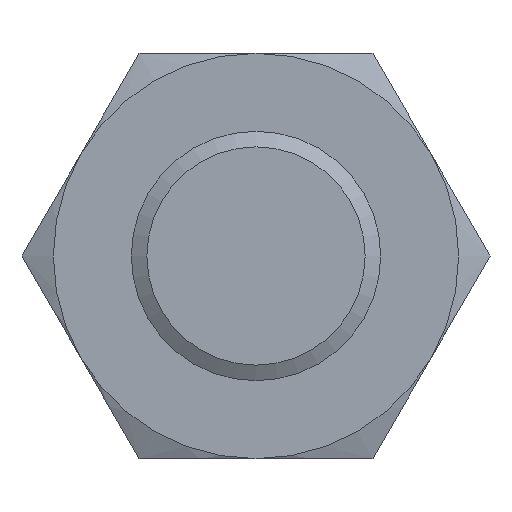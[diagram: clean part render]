
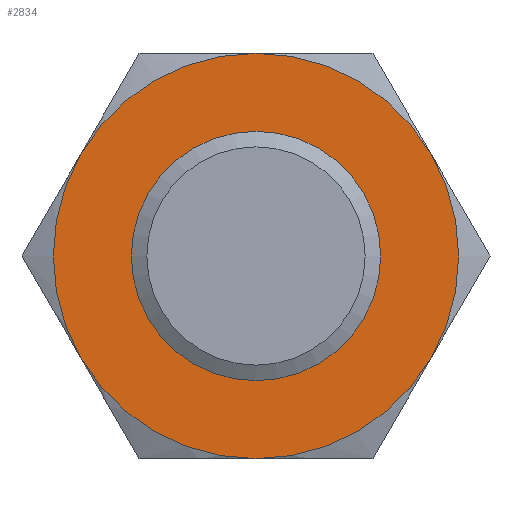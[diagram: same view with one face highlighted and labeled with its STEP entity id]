
A CAD part, left-side view. The second image highlights one B-rep face of the part: STEP entity #2834.
In plain terms, the highlighted planar face has unit normal (-1, 0, 0).
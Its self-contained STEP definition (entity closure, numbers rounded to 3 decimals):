
#1707 = EDGE_CURVE('',#1708,#1708,#1710,.T.);
#1708 = VERTEX_POINT('',#1709);
#1709 = CARTESIAN_POINT('',(10.,0.,-4.));
#1710 = SURFACE_CURVE('',#1711,(#1716,#1728),.PCURVE_S1.);
#1711 = CIRCLE('',#1712,4.);
#1712 = AXIS2_PLACEMENT_3D('',#1713,#1714,#1715);
#1713 = CARTESIAN_POINT('',(10.,0.,0.));
#1714 = DIRECTION('',(1.,0.,-0.));
#1715 = DIRECTION('',(-0.,0.,-1.));
#1716 = PCURVE('',#1717,#1722);
#1717 = CYLINDRICAL_SURFACE('',#1718,4.);
#1718 = AXIS2_PLACEMENT_3D('',#1719,#1720,#1721);
#1719 = CARTESIAN_POINT('',(45.,0.,0.));
#1720 = DIRECTION('',(-1.,-0.,0.));
#1721 = DIRECTION('',(-0.,0.,-1.));
#1722 = DEFINITIONAL_REPRESENTATION('',(#1723),#1727);
#1723 = LINE('',#1724,#1725);
#1724 = CARTESIAN_POINT('',(6.283,35.));
#1725 = VECTOR('',#1726,1.);
#1726 = DIRECTION('',(-1.,0.));
#1727 = ( GEOMETRIC_REPRESENTATION_CONTEXT(2) 
PARAMETRIC_REPRESENTATION_CONTEXT() REPRESENTATION_CONTEXT('2D SPACE',''
  ) );
#1728 = PCURVE('',#1729,#1734);
#1729 = PLANE('',#1730);
#1730 = AXIS2_PLACEMENT_3D('',#1731,#1732,#1733);
#1731 = CARTESIAN_POINT('',(10.,0.,0.));
#1732 = DIRECTION('',(1.,0.,-0.));
#1733 = DIRECTION('',(-0.,0.,-1.));
#1734 = DEFINITIONAL_REPRESENTATION('',(#1735),#1739);
#1735 = CIRCLE('',#1736,4.);
#1736 = AXIS2_PLACEMENT_2D('',#1737,#1738);
#1737 = CARTESIAN_POINT('',(0.,0.));
#1738 = DIRECTION('',(1.,0.));
#1739 = ( GEOMETRIC_REPRESENTATION_CONTEXT(2) 
PARAMETRIC_REPRESENTATION_CONTEXT() REPRESENTATION_CONTEXT('2D SPACE',''
  ) );
#1794 = EDGE_CURVE('',#1795,#1797,#1799,.T.);
#1795 = VERTEX_POINT('',#1796);
#1796 = CARTESIAN_POINT('',(10.,5.629,3.25));
#1797 = VERTEX_POINT('',#1798);
#1798 = CARTESIAN_POINT('',(10.,0.,6.5));
#1799 = SURFACE_CURVE('',#1800,(#1805,#1817),.PCURVE_S1.);
#1800 = CIRCLE('',#1801,6.5);
#1801 = AXIS2_PLACEMENT_3D('',#1802,#1803,#1804);
#1802 = CARTESIAN_POINT('',(10.,0.,0.));
#1803 = DIRECTION('',(1.,0.,-0.));
#1804 = DIRECTION('',(-0.,0.,-1.));
#1805 = PCURVE('',#1806,#1811);
#1806 = CONICAL_SURFACE('',#1807,6.5,1.222);
#1807 = AXIS2_PLACEMENT_3D('',#1808,#1809,#1810);
#1808 = CARTESIAN_POINT('',(10.,0.,0.));
#1809 = DIRECTION('',(1.,-0.,-0.));
#1810 = DIRECTION('',(-0.,0.,-1.));
#1811 = DEFINITIONAL_REPRESENTATION('',(#1812),#1816);
#1812 = LINE('',#1813,#1814);
#1813 = CARTESIAN_POINT('',(0.,0.));
#1814 = VECTOR('',#1815,1.);
#1815 = DIRECTION('',(1.,0.));
#1816 = ( GEOMETRIC_REPRESENTATION_CONTEXT(2) 
PARAMETRIC_REPRESENTATION_CONTEXT() REPRESENTATION_CONTEXT('2D SPACE',''
  ) );
#1817 = PCURVE('',#1729,#1818);
#1818 = DEFINITIONAL_REPRESENTATION('',(#1819),#1823);
#1819 = CIRCLE('',#1820,6.5);
#1820 = AXIS2_PLACEMENT_2D('',#1821,#1822);
#1821 = CARTESIAN_POINT('',(0.,0.));
#1822 = DIRECTION('',(1.,0.));
#1823 = ( GEOMETRIC_REPRESENTATION_CONTEXT(2) 
PARAMETRIC_REPRESENTATION_CONTEXT() REPRESENTATION_CONTEXT('2D SPACE',''
  ) );
#2229 = CONICAL_SURFACE('',#2230,6.5,1.222);
#2230 = AXIS2_PLACEMENT_3D('',#2231,#2232,#2233);
#2231 = CARTESIAN_POINT('',(10.,0.,0.));
#2232 = DIRECTION('',(1.,-0.,-0.));
#2233 = DIRECTION('',(-0.,0.,-1.));
#2417 = CONICAL_SURFACE('',#2418,6.5,1.222);
#2418 = AXIS2_PLACEMENT_3D('',#2419,#2420,#2421);
#2419 = CARTESIAN_POINT('',(10.,0.,0.));
#2420 = DIRECTION('',(1.,-0.,-0.));
#2421 = DIRECTION('',(-0.,0.,-1.));
#2834 = ADVANCED_FACE('',(#2835,#2971),#1729,.F.);
#2835 = FACE_BOUND('',#2836,.T.);
#2836 = EDGE_LOOP('',(#2837,#2861,#2890,#2919,#2948,#2970));
#2837 = ORIENTED_EDGE('',*,*,#2838,.F.);
#2838 = EDGE_CURVE('',#2839,#1795,#2841,.T.);
#2839 = VERTEX_POINT('',#2840);
#2840 = CARTESIAN_POINT('',(10.,5.629,-3.25));
#2841 = SURFACE_CURVE('',#2842,(#2847,#2854),.PCURVE_S1.);
#2842 = CIRCLE('',#2843,6.5);
#2843 = AXIS2_PLACEMENT_3D('',#2844,#2845,#2846);
#2844 = CARTESIAN_POINT('',(10.,0.,0.));
#2845 = DIRECTION('',(1.,0.,-0.));
#2846 = DIRECTION('',(-0.,0.,-1.));
#2847 = PCURVE('',#1729,#2848);
#2848 = DEFINITIONAL_REPRESENTATION('',(#2849),#2853);
#2849 = CIRCLE('',#2850,6.5);
#2850 = AXIS2_PLACEMENT_2D('',#2851,#2852);
#2851 = CARTESIAN_POINT('',(0.,0.));
#2852 = DIRECTION('',(1.,0.));
#2853 = ( GEOMETRIC_REPRESENTATION_CONTEXT(2) 
PARAMETRIC_REPRESENTATION_CONTEXT() REPRESENTATION_CONTEXT('2D SPACE',''
  ) );
#2854 = PCURVE('',#2417,#2855);
#2855 = DEFINITIONAL_REPRESENTATION('',(#2856),#2860);
#2856 = LINE('',#2857,#2858);
#2857 = CARTESIAN_POINT('',(0.,0.));
#2858 = VECTOR('',#2859,1.);
#2859 = DIRECTION('',(1.,0.));
#2860 = ( GEOMETRIC_REPRESENTATION_CONTEXT(2) 
PARAMETRIC_REPRESENTATION_CONTEXT() REPRESENTATION_CONTEXT('2D SPACE',''
  ) );
#2861 = ORIENTED_EDGE('',*,*,#2862,.F.);
#2862 = EDGE_CURVE('',#2863,#2839,#2865,.T.);
#2863 = VERTEX_POINT('',#2864);
#2864 = CARTESIAN_POINT('',(10.,0.,-6.5));
#2865 = SURFACE_CURVE('',#2866,(#2871,#2878),.PCURVE_S1.);
#2866 = CIRCLE('',#2867,6.5);
#2867 = AXIS2_PLACEMENT_3D('',#2868,#2869,#2870);
#2868 = CARTESIAN_POINT('',(10.,0.,0.));
#2869 = DIRECTION('',(1.,0.,-0.));
#2870 = DIRECTION('',(-0.,0.,-1.));
#2871 = PCURVE('',#1729,#2872);
#2872 = DEFINITIONAL_REPRESENTATION('',(#2873),#2877);
#2873 = CIRCLE('',#2874,6.5);
#2874 = AXIS2_PLACEMENT_2D('',#2875,#2876);
#2875 = CARTESIAN_POINT('',(0.,0.));
#2876 = DIRECTION('',(1.,0.));
#2877 = ( GEOMETRIC_REPRESENTATION_CONTEXT(2) 
PARAMETRIC_REPRESENTATION_CONTEXT() REPRESENTATION_CONTEXT('2D SPACE',''
  ) );
#2878 = PCURVE('',#2879,#2884);
#2879 = CONICAL_SURFACE('',#2880,6.5,1.222);
#2880 = AXIS2_PLACEMENT_3D('',#2881,#2882,#2883);
#2881 = CARTESIAN_POINT('',(10.,0.,0.));
#2882 = DIRECTION('',(1.,-0.,-0.));
#2883 = DIRECTION('',(-0.,0.,-1.));
#2884 = DEFINITIONAL_REPRESENTATION('',(#2885),#2889);
#2885 = LINE('',#2886,#2887);
#2886 = CARTESIAN_POINT('',(0.,0.));
#2887 = VECTOR('',#2888,1.);
#2888 = DIRECTION('',(1.,0.));
#2889 = ( GEOMETRIC_REPRESENTATION_CONTEXT(2) 
PARAMETRIC_REPRESENTATION_CONTEXT() REPRESENTATION_CONTEXT('2D SPACE',''
  ) );
#2890 = ORIENTED_EDGE('',*,*,#2891,.F.);
#2891 = EDGE_CURVE('',#2892,#2863,#2894,.T.);
#2892 = VERTEX_POINT('',#2893);
#2893 = CARTESIAN_POINT('',(10.,-5.629,-3.25));
#2894 = SURFACE_CURVE('',#2895,(#2900,#2907),.PCURVE_S1.);
#2895 = CIRCLE('',#2896,6.5);
#2896 = AXIS2_PLACEMENT_3D('',#2897,#2898,#2899);
#2897 = CARTESIAN_POINT('',(10.,0.,0.));
#2898 = DIRECTION('',(1.,0.,-0.));
#2899 = DIRECTION('',(-0.,0.,-1.));
#2900 = PCURVE('',#1729,#2901);
#2901 = DEFINITIONAL_REPRESENTATION('',(#2902),#2906);
#2902 = CIRCLE('',#2903,6.5);
#2903 = AXIS2_PLACEMENT_2D('',#2904,#2905);
#2904 = CARTESIAN_POINT('',(0.,0.));
#2905 = DIRECTION('',(1.,0.));
#2906 = ( GEOMETRIC_REPRESENTATION_CONTEXT(2) 
PARAMETRIC_REPRESENTATION_CONTEXT() REPRESENTATION_CONTEXT('2D SPACE',''
  ) );
#2907 = PCURVE('',#2908,#2913);
#2908 = CONICAL_SURFACE('',#2909,6.5,1.222);
#2909 = AXIS2_PLACEMENT_3D('',#2910,#2911,#2912);
#2910 = CARTESIAN_POINT('',(10.,0.,0.));
#2911 = DIRECTION('',(1.,-0.,-0.));
#2912 = DIRECTION('',(-0.,0.,-1.));
#2913 = DEFINITIONAL_REPRESENTATION('',(#2914),#2918);
#2914 = LINE('',#2915,#2916);
#2915 = CARTESIAN_POINT('',(0.,0.));
#2916 = VECTOR('',#2917,1.);
#2917 = DIRECTION('',(1.,0.));
#2918 = ( GEOMETRIC_REPRESENTATION_CONTEXT(2) 
PARAMETRIC_REPRESENTATION_CONTEXT() REPRESENTATION_CONTEXT('2D SPACE',''
  ) );
#2919 = ORIENTED_EDGE('',*,*,#2920,.F.);
#2920 = EDGE_CURVE('',#2921,#2892,#2923,.T.);
#2921 = VERTEX_POINT('',#2922);
#2922 = CARTESIAN_POINT('',(10.,-5.629,3.25));
#2923 = SURFACE_CURVE('',#2924,(#2929,#2936),.PCURVE_S1.);
#2924 = CIRCLE('',#2925,6.5);
#2925 = AXIS2_PLACEMENT_3D('',#2926,#2927,#2928);
#2926 = CARTESIAN_POINT('',(10.,0.,0.));
#2927 = DIRECTION('',(1.,0.,-0.));
#2928 = DIRECTION('',(-0.,0.,-1.));
#2929 = PCURVE('',#1729,#2930);
#2930 = DEFINITIONAL_REPRESENTATION('',(#2931),#2935);
#2931 = CIRCLE('',#2932,6.5);
#2932 = AXIS2_PLACEMENT_2D('',#2933,#2934);
#2933 = CARTESIAN_POINT('',(0.,0.));
#2934 = DIRECTION('',(1.,0.));
#2935 = ( GEOMETRIC_REPRESENTATION_CONTEXT(2) 
PARAMETRIC_REPRESENTATION_CONTEXT() REPRESENTATION_CONTEXT('2D SPACE',''
  ) );
#2936 = PCURVE('',#2937,#2942);
#2937 = CONICAL_SURFACE('',#2938,6.5,1.222);
#2938 = AXIS2_PLACEMENT_3D('',#2939,#2940,#2941);
#2939 = CARTESIAN_POINT('',(10.,0.,0.));
#2940 = DIRECTION('',(1.,-0.,-0.));
#2941 = DIRECTION('',(-0.,0.,-1.));
#2942 = DEFINITIONAL_REPRESENTATION('',(#2943),#2947);
#2943 = LINE('',#2944,#2945);
#2944 = CARTESIAN_POINT('',(0.,0.));
#2945 = VECTOR('',#2946,1.);
#2946 = DIRECTION('',(1.,0.));
#2947 = ( GEOMETRIC_REPRESENTATION_CONTEXT(2) 
PARAMETRIC_REPRESENTATION_CONTEXT() REPRESENTATION_CONTEXT('2D SPACE',''
  ) );
#2948 = ORIENTED_EDGE('',*,*,#2949,.F.);
#2949 = EDGE_CURVE('',#1797,#2921,#2950,.T.);
#2950 = SURFACE_CURVE('',#2951,(#2956,#2963),.PCURVE_S1.);
#2951 = CIRCLE('',#2952,6.5);
#2952 = AXIS2_PLACEMENT_3D('',#2953,#2954,#2955);
#2953 = CARTESIAN_POINT('',(10.,0.,0.));
#2954 = DIRECTION('',(1.,0.,-0.));
#2955 = DIRECTION('',(-0.,0.,-1.));
#2956 = PCURVE('',#1729,#2957);
#2957 = DEFINITIONAL_REPRESENTATION('',(#2958),#2962);
#2958 = CIRCLE('',#2959,6.5);
#2959 = AXIS2_PLACEMENT_2D('',#2960,#2961);
#2960 = CARTESIAN_POINT('',(0.,0.));
#2961 = DIRECTION('',(1.,0.));
#2962 = ( GEOMETRIC_REPRESENTATION_CONTEXT(2) 
PARAMETRIC_REPRESENTATION_CONTEXT() REPRESENTATION_CONTEXT('2D SPACE',''
  ) );
#2963 = PCURVE('',#2229,#2964);
#2964 = DEFINITIONAL_REPRESENTATION('',(#2965),#2969);
#2965 = LINE('',#2966,#2967);
#2966 = CARTESIAN_POINT('',(0.,0.));
#2967 = VECTOR('',#2968,1.);
#2968 = DIRECTION('',(1.,0.));
#2969 = ( GEOMETRIC_REPRESENTATION_CONTEXT(2) 
PARAMETRIC_REPRESENTATION_CONTEXT() REPRESENTATION_CONTEXT('2D SPACE',''
  ) );
#2970 = ORIENTED_EDGE('',*,*,#1794,.F.);
#2971 = FACE_BOUND('',#2972,.T.);
#2972 = EDGE_LOOP('',(#2973));
#2973 = ORIENTED_EDGE('',*,*,#1707,.T.);
